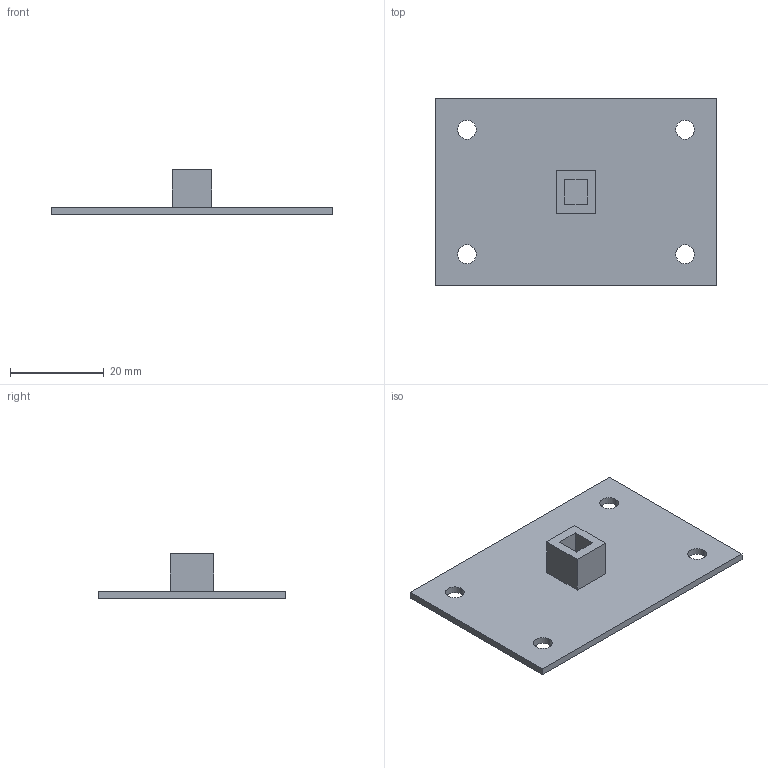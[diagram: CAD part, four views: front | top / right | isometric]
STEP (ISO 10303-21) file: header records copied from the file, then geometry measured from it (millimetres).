
FILE_DESCRIPTION((''),'2;1');
FILE_NAME('PCB','2025-04-16T12:25:07',('Constantin Schempp'),(''),'CREO PARAMETRIC BY PTC INC, 2024063','CREO PARAMETRIC BY PTC INC, 2024063','');
FILE_SCHEMA(('CONFIG_CONTROL_DESIGN'));
Length unit declared in the file: millimetre
Products named in the file (1): PCB
Bounding box: 60 x 40 x 9.5 mm (x, y, z)
Volume: 3950 mm3; surface area: 5517.9 mm2
Topology: 1 solids, 1 shells, 24 faces, 87 edges, 74 vertices
Faces by surface type: plane 16, cylinder 8
Entity records: 953 total; most frequent: DIRECTION 161, CARTESIAN_POINT 152, ORIENTED_EDGE 120, VECTOR 63, LINE 63, EDGE_CURVE 60, AXIS2_PLACEMENT_3D 49, VERTEX_POINT 40
